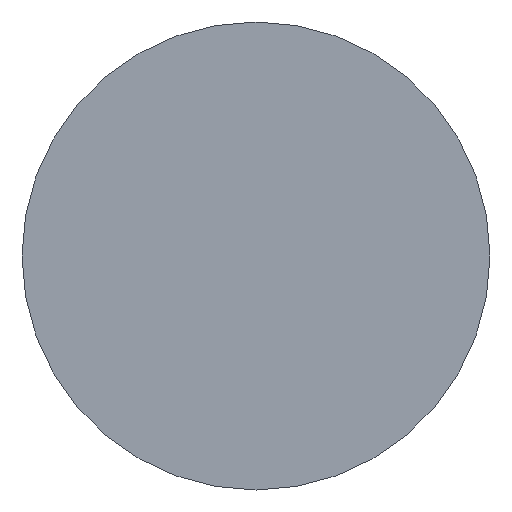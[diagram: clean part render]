
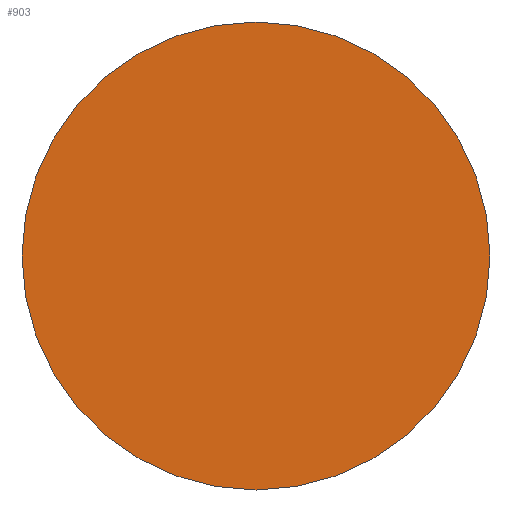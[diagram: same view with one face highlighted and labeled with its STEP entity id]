
A CAD part, left-side view. The second image highlights one B-rep face of the part: STEP entity #903.
In plain terms, the highlighted face is planar.
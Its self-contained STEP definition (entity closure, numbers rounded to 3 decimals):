
#597 = VERTEX_POINT('',#598);
#598 = CARTESIAN_POINT('',(0.,60.,10.01));
#605 = CYLINDRICAL_SURFACE('',#606,60.);
#606 = AXIS2_PLACEMENT_3D('',#607,#608,#609);
#607 = CARTESIAN_POINT('',(60.,60.,-9.99));
#608 = DIRECTION('',(-0.,-0.,-1.));
#609 = DIRECTION('',(-1.,0.,0.));
#616 = CYLINDRICAL_SURFACE('',#617,60.);
#617 = AXIS2_PLACEMENT_3D('',#618,#619,#620);
#618 = CARTESIAN_POINT('',(60.,60.,-9.99));
#619 = DIRECTION('',(-0.,-0.,-1.));
#620 = DIRECTION('',(0.,1.,0.));
#627 = EDGE_CURVE('',#597,#628,#630,.T.);
#628 = VERTEX_POINT('',#629);
#629 = CARTESIAN_POINT('',(60.,0.,10.01));
#630 = SURFACE_CURVE('',#631,(#636,#642),.PCURVE_S1.);
#631 = CIRCLE('',#632,60.);
#632 = AXIS2_PLACEMENT_3D('',#633,#634,#635);
#633 = CARTESIAN_POINT('',(60.,60.,10.01));
#634 = DIRECTION('',(0.,0.,1.));
#635 = DIRECTION('',(-1.,0.,0.));
#636 = PCURVE('',#605,#637);
#637 = DEFINITIONAL_REPRESENTATION('',(#638),#641);
#638 = B_SPLINE_CURVE_WITH_KNOTS('',1,(#639,#640),.UNSPECIFIED.,.F.,.F.,
  (2,2),(0.,1.571),.PIECEWISE_BEZIER_KNOTS.);
#639 = CARTESIAN_POINT('',(0.,-20.));
#640 = CARTESIAN_POINT('',(-1.571,-20.));
#641 = ( GEOMETRIC_REPRESENTATION_CONTEXT(2) 
PARAMETRIC_REPRESENTATION_CONTEXT() REPRESENTATION_CONTEXT('2D SPACE',''
  ) );
#642 = PCURVE('',#643,#648);
#643 = PLANE('',#644);
#644 = AXIS2_PLACEMENT_3D('',#645,#646,#647);
#645 = CARTESIAN_POINT('',(60.,60.,10.01));
#646 = DIRECTION('',(0.,0.,1.));
#647 = DIRECTION('',(1.,0.,0.));
#648 = DEFINITIONAL_REPRESENTATION('',(#649),#653);
#649 = CIRCLE('',#650,60.);
#650 = AXIS2_PLACEMENT_2D('',#651,#652);
#651 = CARTESIAN_POINT('',(0.,0.));
#652 = DIRECTION('',(-1.,0.));
#653 = ( GEOMETRIC_REPRESENTATION_CONTEXT(2) 
PARAMETRIC_REPRESENTATION_CONTEXT() REPRESENTATION_CONTEXT('2D SPACE',''
  ) );
#670 = CYLINDRICAL_SURFACE('',#671,60.);
#671 = AXIS2_PLACEMENT_3D('',#672,#673,#674);
#672 = CARTESIAN_POINT('',(60.,60.,-9.99));
#673 = DIRECTION('',(-0.,-0.,-1.));
#674 = DIRECTION('',(0.,-1.,0.));
#711 = EDGE_CURVE('',#628,#712,#714,.T.);
#712 = VERTEX_POINT('',#713);
#713 = CARTESIAN_POINT('',(120.,60.,10.01));
#714 = SURFACE_CURVE('',#715,(#720,#726),.PCURVE_S1.);
#715 = CIRCLE('',#716,60.);
#716 = AXIS2_PLACEMENT_3D('',#717,#718,#719);
#717 = CARTESIAN_POINT('',(60.,60.,10.01));
#718 = DIRECTION('',(0.,0.,1.));
#719 = DIRECTION('',(0.,-1.,0.));
#720 = PCURVE('',#670,#721);
#721 = DEFINITIONAL_REPRESENTATION('',(#722),#725);
#722 = B_SPLINE_CURVE_WITH_KNOTS('',1,(#723,#724),.UNSPECIFIED.,.F.,.F.,
  (2,2),(0.,1.571),.PIECEWISE_BEZIER_KNOTS.);
#723 = CARTESIAN_POINT('',(0.,-20.));
#724 = CARTESIAN_POINT('',(-1.571,-20.));
#725 = ( GEOMETRIC_REPRESENTATION_CONTEXT(2) 
PARAMETRIC_REPRESENTATION_CONTEXT() REPRESENTATION_CONTEXT('2D SPACE',''
  ) );
#726 = PCURVE('',#643,#727);
#727 = DEFINITIONAL_REPRESENTATION('',(#728),#732);
#728 = CIRCLE('',#729,60.);
#729 = AXIS2_PLACEMENT_2D('',#730,#731);
#730 = CARTESIAN_POINT('',(0.,0.));
#731 = DIRECTION('',(0.,-1.));
#732 = ( GEOMETRIC_REPRESENTATION_CONTEXT(2) 
PARAMETRIC_REPRESENTATION_CONTEXT() REPRESENTATION_CONTEXT('2D SPACE',''
  ) );
#749 = CYLINDRICAL_SURFACE('',#750,60.);
#750 = AXIS2_PLACEMENT_3D('',#751,#752,#753);
#751 = CARTESIAN_POINT('',(60.,60.,-9.99));
#752 = DIRECTION('',(-0.,-0.,-1.));
#753 = DIRECTION('',(1.,0.,0.));
#785 = EDGE_CURVE('',#712,#786,#788,.T.);
#786 = VERTEX_POINT('',#787);
#787 = CARTESIAN_POINT('',(60.,120.,10.01));
#788 = SURFACE_CURVE('',#789,(#794,#800),.PCURVE_S1.);
#789 = CIRCLE('',#790,60.);
#790 = AXIS2_PLACEMENT_3D('',#791,#792,#793);
#791 = CARTESIAN_POINT('',(60.,60.,10.01));
#792 = DIRECTION('',(-0.,0.,1.));
#793 = DIRECTION('',(1.,0.,0.));
#794 = PCURVE('',#749,#795);
#795 = DEFINITIONAL_REPRESENTATION('',(#796),#799);
#796 = B_SPLINE_CURVE_WITH_KNOTS('',1,(#797,#798),.UNSPECIFIED.,.F.,.F.,
  (2,2),(0.,1.571),.PIECEWISE_BEZIER_KNOTS.);
#797 = CARTESIAN_POINT('',(0.,-20.));
#798 = CARTESIAN_POINT('',(-1.571,-20.));
#799 = ( GEOMETRIC_REPRESENTATION_CONTEXT(2) 
PARAMETRIC_REPRESENTATION_CONTEXT() REPRESENTATION_CONTEXT('2D SPACE',''
  ) );
#800 = PCURVE('',#643,#801);
#801 = DEFINITIONAL_REPRESENTATION('',(#802),#806);
#802 = CIRCLE('',#803,60.);
#803 = AXIS2_PLACEMENT_2D('',#804,#805);
#804 = CARTESIAN_POINT('',(0.,0.));
#805 = DIRECTION('',(1.,0.));
#806 = ( GEOMETRIC_REPRESENTATION_CONTEXT(2) 
PARAMETRIC_REPRESENTATION_CONTEXT() REPRESENTATION_CONTEXT('2D SPACE',''
  ) );
#854 = EDGE_CURVE('',#786,#597,#855,.T.);
#855 = SURFACE_CURVE('',#856,(#861,#867),.PCURVE_S1.);
#856 = CIRCLE('',#857,60.);
#857 = AXIS2_PLACEMENT_3D('',#858,#859,#860);
#858 = CARTESIAN_POINT('',(60.,60.,10.01));
#859 = DIRECTION('',(0.,0.,1.));
#860 = DIRECTION('',(0.,1.,0.));
#861 = PCURVE('',#616,#862);
#862 = DEFINITIONAL_REPRESENTATION('',(#863),#866);
#863 = B_SPLINE_CURVE_WITH_KNOTS('',1,(#864,#865),.UNSPECIFIED.,.F.,.F.,
  (2,2),(0.,1.571),.PIECEWISE_BEZIER_KNOTS.);
#864 = CARTESIAN_POINT('',(0.,-20.));
#865 = CARTESIAN_POINT('',(-1.571,-20.));
#866 = ( GEOMETRIC_REPRESENTATION_CONTEXT(2) 
PARAMETRIC_REPRESENTATION_CONTEXT() REPRESENTATION_CONTEXT('2D SPACE',''
  ) );
#867 = PCURVE('',#643,#868);
#868 = DEFINITIONAL_REPRESENTATION('',(#869),#873);
#869 = CIRCLE('',#870,60.);
#870 = AXIS2_PLACEMENT_2D('',#871,#872);
#871 = CARTESIAN_POINT('',(0.,0.));
#872 = DIRECTION('',(0.,1.));
#873 = ( GEOMETRIC_REPRESENTATION_CONTEXT(2) 
PARAMETRIC_REPRESENTATION_CONTEXT() REPRESENTATION_CONTEXT('2D SPACE',''
  ) );
#903 = ADVANCED_FACE('',(#904),#643,.T.);
#904 = FACE_BOUND('',#905,.T.);
#905 = EDGE_LOOP('',(#906,#907,#908,#909));
#906 = ORIENTED_EDGE('',*,*,#627,.T.);
#907 = ORIENTED_EDGE('',*,*,#711,.T.);
#908 = ORIENTED_EDGE('',*,*,#785,.T.);
#909 = ORIENTED_EDGE('',*,*,#854,.T.);
